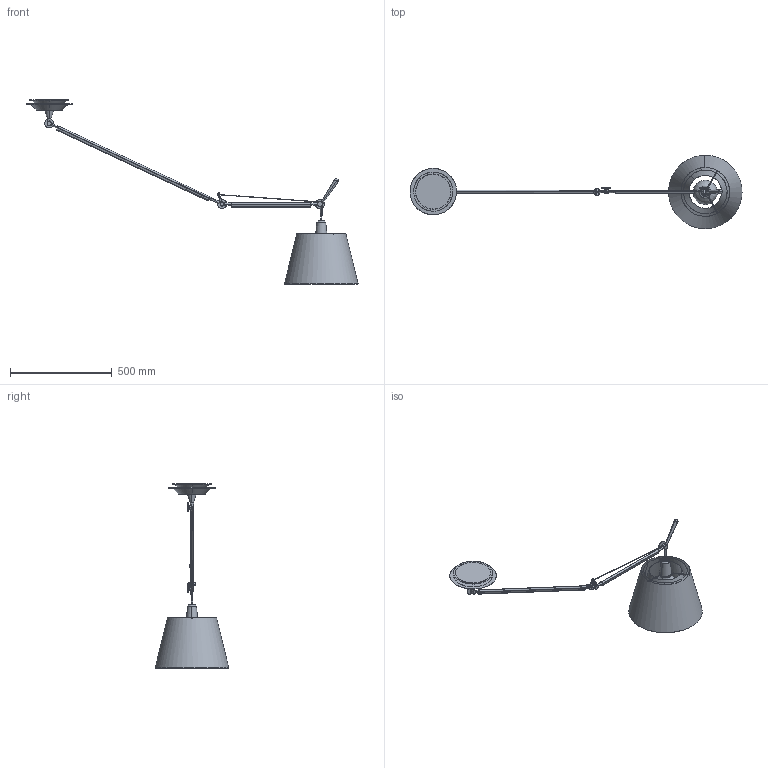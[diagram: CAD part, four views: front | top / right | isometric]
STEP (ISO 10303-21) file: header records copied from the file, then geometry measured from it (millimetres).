
FILE_DESCRIPTION(/* description */ (''),/* implementation_level */ '2;1');
FILE_NAME(/* name */ 'TOLOMEO Sospensione Decentrata',/* time_stamp */ '2014-10-06T18:15:47+02:00',/* author */ (''),/* organization */ (''),/* preprocessor_version */ 'ST-DEVELOPER v10',/* originating_system */ '',/* authorisation */ '');
FILE_SCHEMA (('CONFIG_CONTROL_DESIGN'));
Length unit declared in the file: millimetre
Products named in the file (1): 1
Bounding box: 1627.92 x 359.96 x 902.26 mm (x, y, z)
Volume: 2790097.3 mm3; surface area: 1393214.9 mm2
Topology: 8 solids, 8 shells, 399 faces, 960 edges, 562 vertices
Faces by surface type: bspline 345, plane 54
Entity records: 14661 total; most frequent: CARTESIAN_POINT 9538, ORIENTED_EDGE 1836, EDGE_CURVE 918, VERTEX_POINT 562, EDGE_LOOP 428, ADVANCED_FACE 399, FACE_OUTER_BOUND 399, B_SPLINE_CURVE_WITH_KNOTS 275
